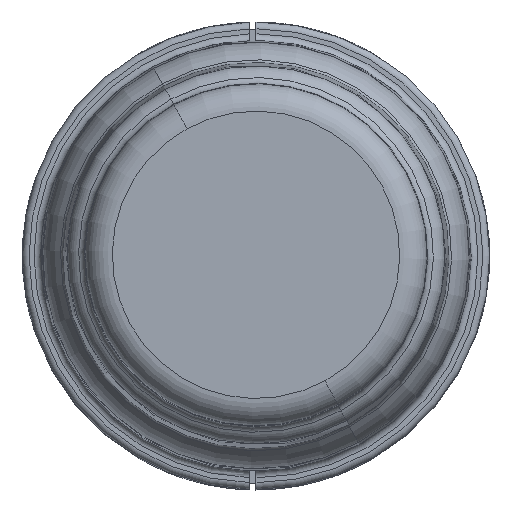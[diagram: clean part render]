
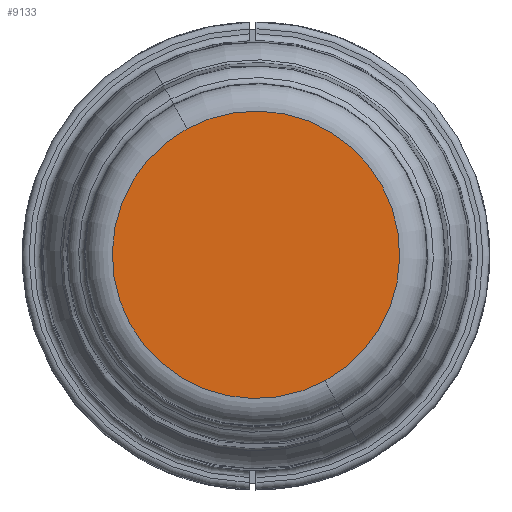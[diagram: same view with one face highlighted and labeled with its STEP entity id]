
A CAD part, top view. The second image highlights one B-rep face of the part: STEP entity #9133.
In plain terms, the highlighted planar face has unit normal (0, 0, 1).
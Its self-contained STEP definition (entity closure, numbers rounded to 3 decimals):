
#9110=CARTESIAN_POINT('Axis2P3D Location',(0.,-42.089,241.5)) ;
#9115=CARTESIAN_POINT('Axis2P3D Location',(0.,0.,241.5)) ;
#9119=CARTESIAN_POINT('Vertex',(-20.179,36.937,241.5)) ;
#9121=CARTESIAN_POINT('Vertex',(20.179,-36.937,241.5)) ;
#9124=CARTESIAN_POINT('Axis2P3D Location',(0.,0.,241.5)) ;
#9111=DIRECTION('Axis2P3D Direction',(0.,-0.,1.)) ;
#9112=DIRECTION('Axis2P3D XDirection',(0.,1.,0.)) ;
#9116=DIRECTION('Axis2P3D Direction',(0.,-0.,1.)) ;
#9125=DIRECTION('Axis2P3D Direction',(0.,-0.,1.)) ;
#9113=AXIS2_PLACEMENT_3D('Plane Axis2P3D',#9110,#9111,#9112) ;
#9117=AXIS2_PLACEMENT_3D('Circle Axis2P3D',#9115,#9116,$) ;
#9126=AXIS2_PLACEMENT_3D('Circle Axis2P3D',#9124,#9125,$) ;
#9118=CIRCLE('generated circle',#9117,42.089) ;
#9127=CIRCLE('generated circle',#9126,42.089) ;
#9114=PLANE('',#9113) ;
#9123=EDGE_CURVE('',#9120,#9122,#9118,.T.) ;
#9128=EDGE_CURVE('',#9122,#9120,#9127,.T.) ;
#9130=ORIENTED_EDGE('',*,*,#9123,.T.) ;
#9131=ORIENTED_EDGE('',*,*,#9128,.T.) ;
#9129=EDGE_LOOP('',(#9130,#9131)) ;
#9120=VERTEX_POINT('',#9119) ;
#9122=VERTEX_POINT('',#9121) ;
#9133=ADVANCED_FACE('546316 - TST',(#9132),#9114,.T.) ;
#9132=FACE_OUTER_BOUND('',#9129,.T.) ;
